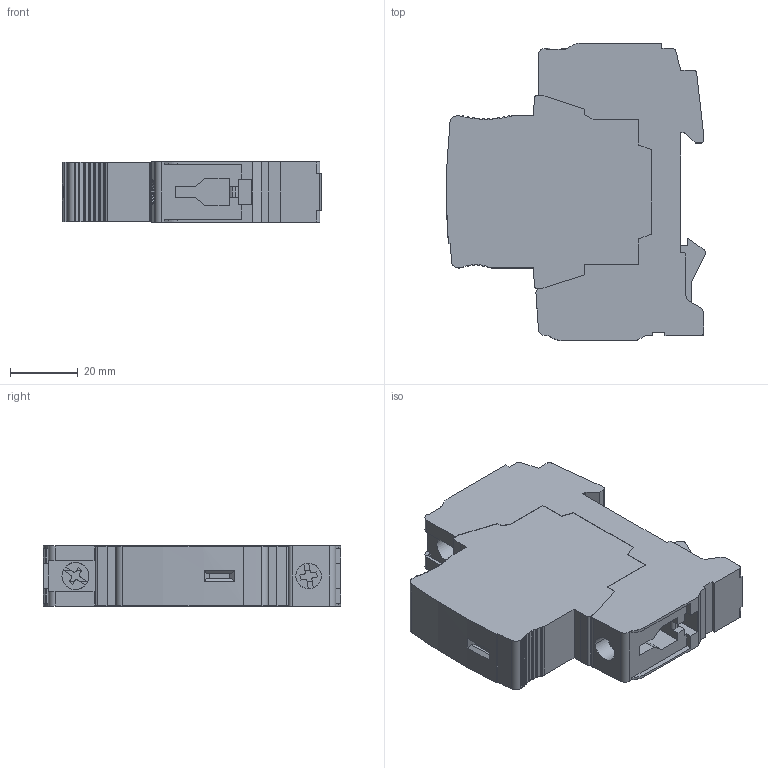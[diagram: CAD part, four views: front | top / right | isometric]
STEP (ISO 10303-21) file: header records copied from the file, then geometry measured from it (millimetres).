
FILE_DESCRIPTION((''),'2;1');
FILE_NAME('B80001515','2017-02-24T',('FRJEGUI'),(''),'CREO PARAMETRIC BY PTC INC, 2016380','CREO PARAMETRIC BY PTC INC, 2016380','');
FILE_SCHEMA(('CONFIG_CONTROL_DESIGN'));
Length unit declared in the file: millimetre
Products named in the file (1): B80001515
Bounding box: 76.67 x 88 x 17.8 mm (x, y, z)
Volume: 84213.6 mm3; surface area: 19168.3 mm2
Topology: 1 solids, 1 shells, 345 faces, 1022 edges, 678 vertices
Faces by surface type: plane 250, cylinder 93, cone 2
Entity records: 11568 total; most frequent: CARTESIAN_POINT 2107, ORIENTED_EDGE 2044, DIRECTION 1902, EDGE_CURVE 1022, VECTOR 820, LINE 820, VERTEX_POINT 678, AXIS2_PLACEMENT_3D 541
